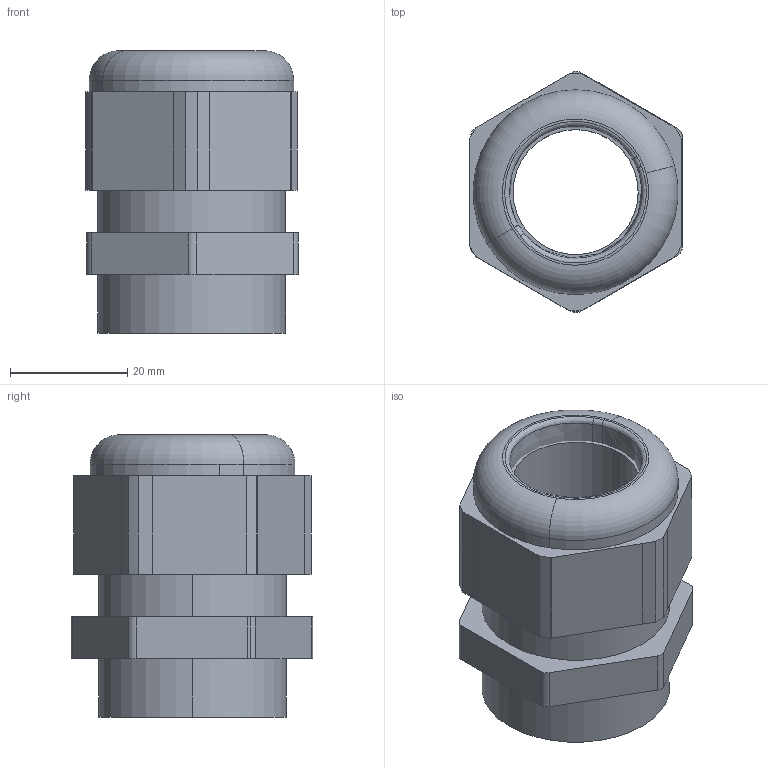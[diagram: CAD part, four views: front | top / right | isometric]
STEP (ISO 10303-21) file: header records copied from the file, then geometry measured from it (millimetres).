
FILE_DESCRIPTION(('CATIA V5 STEP Exchange','CAx-IF Rec.Pracs.--- Model Styling and Organization---1.4--- 2014-01-23'),'2;1');
FILE_NAME ('026195-2_1_1909880000_1909880000.stp','2019-11-08T07:58:50+00:00',('none'),('Weidmueller'),'CATIA Version 5-6 Release 2016 SP3 HF44','CATIA V5 STEP AP214','none');
FILE_SCHEMA(('AUTOMOTIVE_DESIGN { 1 0 10303 214 1 1 1 1 }'));
Length unit declared in the file: millimetre
Products named in the file (1): 1909880000_VG_M32-1-K68
Bounding box: 36.15 x 41.11 x 48.11 mm (x, y, z)
Volume: 24349.4 mm3; surface area: 13412.4 mm2
Topology: 2 solids, 2 shells, 82 faces, 209 edges, 137 vertices
Faces by surface type: cylinder 39, plane 33, torus 4, cone 2, extrusion 2, bspline 2
Entity records: 2926 total; most frequent: CARTESIAN_POINT 1020, ORIENTED_EDGE 418, DIRECTION 305, EDGE_CURVE 209, AXIS2_PLACEMENT_3D 140, VERTEX_POINT 137, VECTOR 114, LINE 112
